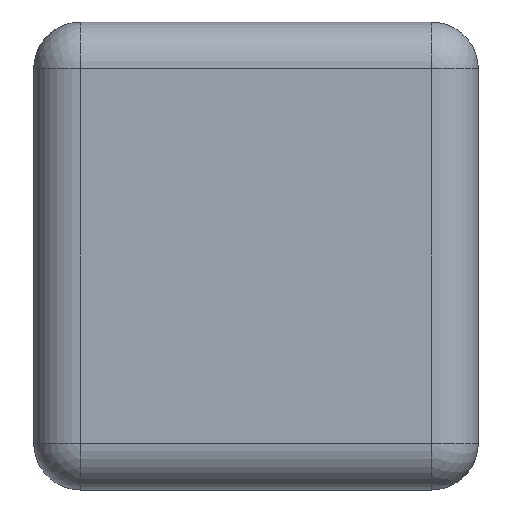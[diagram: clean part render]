
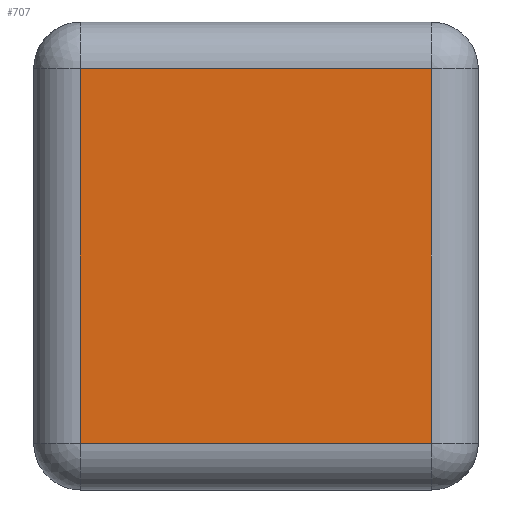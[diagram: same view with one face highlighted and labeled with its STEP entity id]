
A CAD part, left-side view. The second image highlights one B-rep face of the part: STEP entity #707.
In plain terms, the highlighted planar face has unit normal (-1, 0, 0).
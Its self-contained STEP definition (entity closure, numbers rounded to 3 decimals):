
#37=PLANE('',#834);
#56=LINE('',#1252,#92);
#58=LINE('',#1255,#94);
#69=LINE('',#1279,#105);
#70=LINE('',#1281,#106);
#92=VECTOR('',#1013,10.);
#94=VECTOR('',#1017,10.);
#105=VECTOR('',#1048,10.);
#106=VECTOR('',#1051,10.);
#171=FACE_OUTER_BOUND('',#223,.T.);
#223=EDGE_LOOP('',(#619,#620,#621,#622));
#326=VERTEX_POINT('',#1195);
#331=VERTEX_POINT('',#1211);
#334=VERTEX_POINT('',#1220);
#343=VERTEX_POINT('',#1248);
#419=EDGE_CURVE('',#334,#343,#56,.T.);
#421=EDGE_CURVE('',#343,#331,#58,.T.);
#435=EDGE_CURVE('',#326,#334,#69,.T.);
#436=EDGE_CURVE('',#331,#326,#70,.T.);
#619=ORIENTED_EDGE('',*,*,#419,.F.);
#620=ORIENTED_EDGE('',*,*,#435,.F.);
#621=ORIENTED_EDGE('',*,*,#436,.F.);
#622=ORIENTED_EDGE('',*,*,#421,.F.);
#707=ADVANCED_FACE('',(#171),#37,.T.);
#834=AXIS2_PLACEMENT_3D('',#1302,#1084,#1085);
#1013=DIRECTION('',(0.,0.,-1.));
#1017=DIRECTION('',(0.,1.,0.));
#1048=DIRECTION('',(0.,-1.,0.));
#1051=DIRECTION('',(0.,0.,1.));
#1084=DIRECTION('center_axis',(-1.,0.,0.));
#1085=DIRECTION('ref_axis',(0.,-1.,0.));
#1195=CARTESIAN_POINT('',(0.,-1.,9.));
#1211=CARTESIAN_POINT('',(0.,-1.,1.));
#1220=CARTESIAN_POINT('',(0.,-8.5,9.));
#1248=CARTESIAN_POINT('',(0.,-8.5,1.));
#1252=CARTESIAN_POINT('',(0.,-8.5,2.5));
#1255=CARTESIAN_POINT('',(0.,-2.5,1.));
#1279=CARTESIAN_POINT('',(0.,-2.5,9.));
#1281=CARTESIAN_POINT('',(0.,-1.,0.));
#1302=CARTESIAN_POINT('Origin',(0.,0.,0.));
